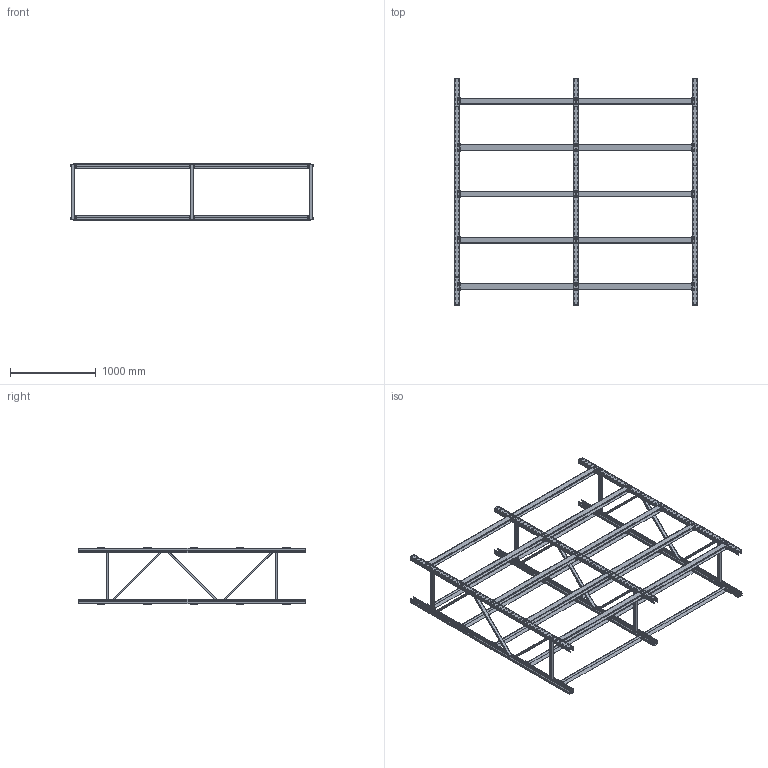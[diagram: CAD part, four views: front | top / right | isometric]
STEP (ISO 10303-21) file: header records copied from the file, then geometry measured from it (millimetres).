
FILE_DESCRIPTION(('FreeCAD Model'),'2;1');
FILE_NAME('Open CASCADE Shape Model','2025-04-26T08:38:11',('FreeCAD'),( 'FreeCAD'),'Open CASCADE STEP processor 7.6','FreeCAD','Unknown');
FILE_SCHEMA(('AUTOMOTIVE_DESIGN { 1 0 10303 214 1 1 1 1 }'));
Products named in the file (1): Open CASCADE STEP translator 7.6 1
Bounding box: 2831.69 x 2629.05 x 653.38 mm (x, y, z)
Volume: 11338740.8 mm3; surface area: 17392109.7 mm2
Topology: 81 solids, 81 shells, 4646 faces, 11964 edges, 7480 vertices
Faces by surface type: bspline 4646
Entity records: 139158 total; most frequent: CARTESIAN_POINT 67513, ORIENTED_EDGE 23928, EDGE_CURVE 11964, B_SPLINE_CURVE_WITH_KNOTS 8548, VERTEX_POINT 7480, FACE_BOUND 5982, EDGE_LOOP 5982, ADVANCED_FACE 4646
